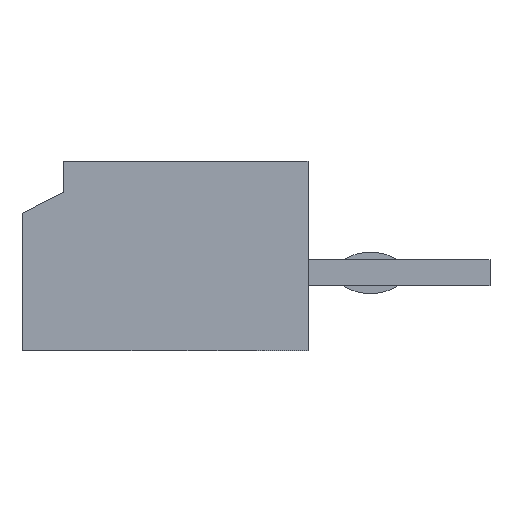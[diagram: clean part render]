
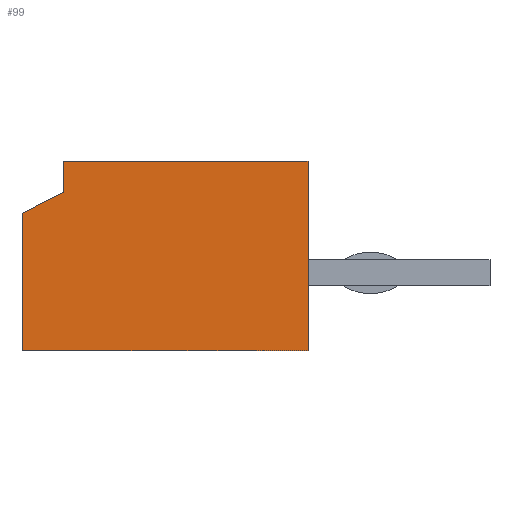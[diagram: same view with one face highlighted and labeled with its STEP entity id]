
A CAD part, left-side view. The second image highlights one B-rep face of the part: STEP entity #99.
In plain terms, the highlighted planar face has unit normal (-1, 0, 0).
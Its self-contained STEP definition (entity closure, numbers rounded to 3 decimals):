
#99=ADVANCED_FACE('',(#351),#352,.T.);
#351=FACE_OUTER_BOUND('',#786,.T.);
#352=PLANE('',#787);
#786=EDGE_LOOP('',(#1436,#1437,#1438,#1439,#1440,#1441));
#787=AXIS2_PLACEMENT_3D('',#1442,#1443,#1444);
#1436=ORIENTED_EDGE('',*,*,#3009,.T.);
#1437=ORIENTED_EDGE('',*,*,#3010,.F.);
#1438=ORIENTED_EDGE('',*,*,#2897,.T.);
#1439=ORIENTED_EDGE('',*,*,#2967,.T.);
#1440=ORIENTED_EDGE('',*,*,#3004,.F.);
#1441=ORIENTED_EDGE('',*,*,#3011,.T.);
#1442=CARTESIAN_POINT('',(-7.0,2.75,-1.825));
#1443=DIRECTION('',(-1.0,0.0,0.0));
#1444=DIRECTION('',(0.0,0.0,1.0));
#2897=EDGE_CURVE('',#3511,#3509,#3512,.T.);
#2967=EDGE_CURVE('',#3509,#3639,#3641,.T.);
#3004=EDGE_CURVE('',#3704,#3639,#3706,.T.);
#3009=EDGE_CURVE('',#3711,#3712,#3713,.T.);
#3010=EDGE_CURVE('',#3511,#3712,#3714,.T.);
#3011=EDGE_CURVE('',#3704,#3711,#3715,.T.);
#3509=VERTEX_POINT('',#4408);
#3511=VERTEX_POINT('',#4411);
#3512=LINE('',#4412,#4413);
#3639=VERTEX_POINT('',#4608);
#3641=LINE('',#4611,#4612);
#3704=VERTEX_POINT('',#4710);
#3706=LINE('',#4713,#4714);
#3711=VERTEX_POINT('',#4723);
#3712=VERTEX_POINT('',#4724);
#3713=LINE('',#4725,#4726);
#3714=LINE('',#4727,#4728);
#3715=LINE('',#4729,#4730);
#4408=CARTESIAN_POINT('',(-7.0,-2.75,-1.825));
#4411=CARTESIAN_POINT('',(-7.0,2.75,-1.825));
#4412=CARTESIAN_POINT('',(-7.0,2.75,-1.825));
#4413=VECTOR('',#5772,5.5);
#4608=CARTESIAN_POINT('',(-7.0,-2.75,1.825));
#4611=CARTESIAN_POINT('',(-7.0,-2.75,-1.825));
#4612=VECTOR('',#5842,3.65);
#4710=CARTESIAN_POINT('',(-7.0,1.95,1.825));
#4713=CARTESIAN_POINT('',(-7.0,1.95,1.825));
#4714=VECTOR('',#5879,4.7);
#4723=CARTESIAN_POINT('',(-7.0,1.95,1.225));
#4724=CARTESIAN_POINT('',(-7.0,2.75,0.825));
#4725=CARTESIAN_POINT('',(-7.0,1.95,1.225));
#4726=VECTOR('',#5884,0.894);
#4727=CARTESIAN_POINT('',(-7.0,2.75,-1.825));
#4728=VECTOR('',#5885,2.65);
#4729=CARTESIAN_POINT('',(-7.0,1.95,1.825));
#4730=VECTOR('',#5886,0.6);
#5772=DIRECTION('',(0.0,-1.0,0.0));
#5842=DIRECTION('',(0.0,0.0,1.0));
#5879=DIRECTION('',(0.0,-1.0,0.0));
#5884=DIRECTION('',(0.0,0.894,-0.447));
#5885=DIRECTION('',(0.0,0.0,1.0));
#5886=DIRECTION('',(0.0,0.0,-1.0));
